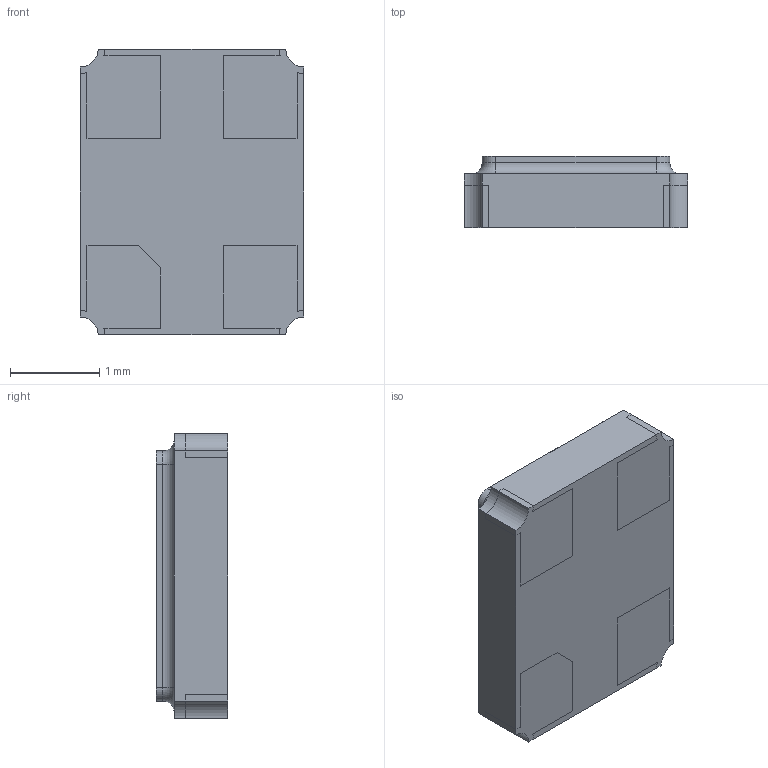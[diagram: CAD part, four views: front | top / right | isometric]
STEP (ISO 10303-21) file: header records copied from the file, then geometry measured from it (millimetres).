
FILE_DESCRIPTION (( 'STEP AP214' ), '1' );
FILE_NAME ('SXT32427CD17T-18.432MT.STEP', '2025-01-29T15:53:10', ( '' ), ( '' ), 'SwSTEP 2.0', 'SolidWorks 2021', '' );
FILE_SCHEMA (( 'AUTOMOTIVE_DESIGN' ));
Length unit declared in the file: millimetre
Products named in the file (1): SXT32427CD17T-18.432MT
Bounding box: 2.5 x 0.8 x 3.2 mm (x, y, z)
Volume: 5.9 mm3; surface area: 58.7 mm2
Topology: 7 solids, 7 shells, 112 faces, 289 edges, 190 vertices
Faces by surface type: plane 71, cylinder 37, torus 4
Entity records: 3498 total; most frequent: CARTESIAN_POINT 592, DIRECTION 592, ORIENTED_EDGE 578, EDGE_CURVE 289, LINE 212, VECTOR 212, VERTEX_POINT 190, AXIS2_PLACEMENT_3D 190
